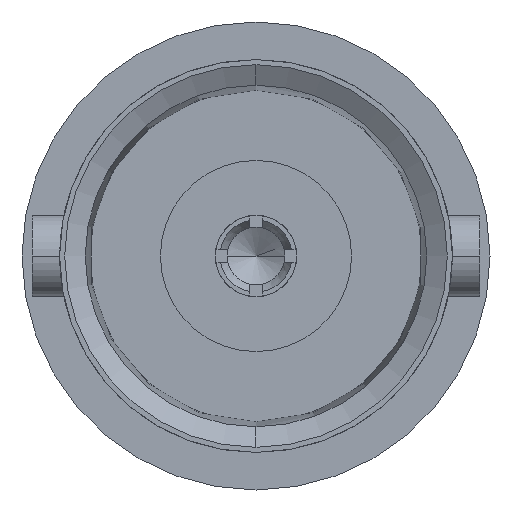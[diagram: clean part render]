
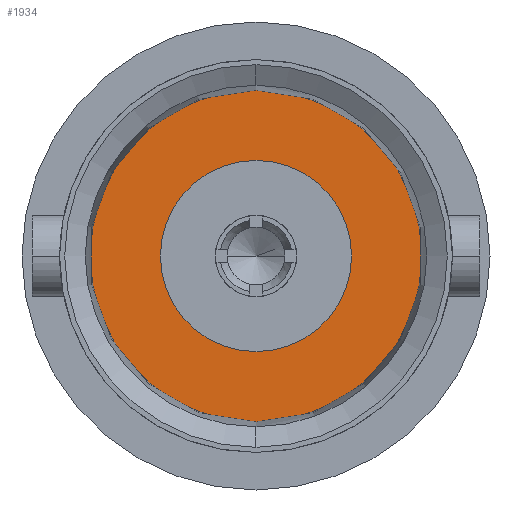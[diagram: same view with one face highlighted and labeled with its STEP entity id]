
A CAD part, left-side view. The second image highlights one B-rep face of the part: STEP entity #1934.
In plain terms, the highlighted planar face has unit normal (-1, 0, 0).
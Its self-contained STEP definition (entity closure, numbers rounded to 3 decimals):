
#480=CARTESIAN_POINT('',(8.41,0.,0.));
#481=DIRECTION('',(-1.,0.,0.));
#482=DIRECTION('',(0.,0.,-1.));
#483=AXIS2_PLACEMENT_3D('',#480,#481,#482);
#494=CARTESIAN_POINT('',(8.41,0.,0.));
#495=DIRECTION('',(1.,0.,0.));
#496=DIRECTION('',(0.,0.,-1.));
#497=AXIS2_PLACEMENT_3D('',#494,#495,#496);
#507=CARTESIAN_POINT('',(8.41,0.,0.));
#508=DIRECTION('',(-1.,0.,0.));
#509=DIRECTION('',(0.,0.,-1.));
#510=AXIS2_PLACEMENT_3D('',#507,#508,#509);
#512=CARTESIAN_POINT('',(8.41,0.,0.));
#513=DIRECTION('',(1.,0.,0.));
#514=DIRECTION('',(0.,0.,-1.));
#515=AXIS2_PLACEMENT_3D('',#512,#513,#514);
#1119=CARTESIAN_POINT('',(8.41,0.,-4.075));
#1120=CARTESIAN_POINT('',(8.41,0.,4.075));
#1121=VERTEX_POINT('',#1119);
#1122=VERTEX_POINT('',#1120);
#1269=CARTESIAN_POINT('',(8.41,0.,-2.35));
#1271=VERTEX_POINT('',#1269);
#1273=CARTESIAN_POINT('',(8.41,0.,2.35));
#1275=VERTEX_POINT('',#1273);
#1919=CARTESIAN_POINT('',(8.41,0.,0.));
#1920=DIRECTION('',(1.,0.,0.));
#1921=DIRECTION('',(0.,0.,1.));
#1922=AXIS2_PLACEMENT_3D('',#1919,#1920,#1921);
#1923=PLANE('',#1922);
#1924=ORIENTED_EDGE('',*,*,#1899,.F.);
#1925=ORIENTED_EDGE('',*,*,#1913,.T.);
#1926=EDGE_LOOP('',(#1924,#1925));
#1927=FACE_OUTER_BOUND('',#1926,.F.);
#1929=ORIENTED_EDGE('',*,*,#1928,.T.);
#1931=ORIENTED_EDGE('',*,*,#1930,.F.);
#1932=EDGE_LOOP('',(#1929,#1931));
#1933=FACE_BOUND('',#1932,.F.);
#1934=ADVANCED_FACE('',(#1927,#1933),#1923,.F.);
#484=CIRCLE('',#483,4.075);
#498=CIRCLE('',#497,4.075);
#511=CIRCLE('',#510,2.35);
#516=CIRCLE('',#515,2.35);
#1899=EDGE_CURVE('',#1121,#1122,#484,.T.);
#1913=EDGE_CURVE('',#1121,#1122,#498,.T.);
#1928=EDGE_CURVE('',#1271,#1275,#511,.T.);
#1930=EDGE_CURVE('',#1271,#1275,#516,.T.);
